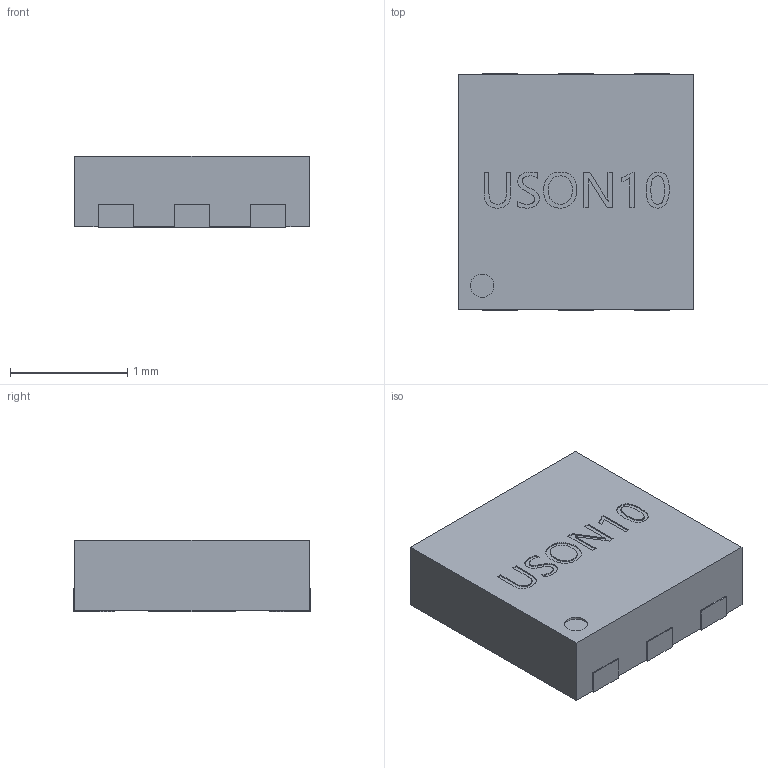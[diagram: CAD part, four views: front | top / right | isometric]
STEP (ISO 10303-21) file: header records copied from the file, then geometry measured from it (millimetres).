
FILE_DESCRIPTION (( 'STEP AP214' ), '1' );
FILE_NAME ('OPT3001DNPR.STEP', '2025-02-19T14:42:55', ( '' ), ( '' ), 'SwSTEP 2.0', 'SolidWorks 2025', '' );
FILE_SCHEMA (( 'AUTOMOTIVE_DESIGN' ));
Length unit declared in the file: millimetre
Products named in the file (1): OPT3001DNPR
Bounding box: 2 x 2.02 x 0.61 mm (x, y, z)
Volume: 2.4 mm3; surface area: 13.1 mm2
Topology: 1 solids, 1 shells, 124 faces, 336 edges, 224 vertices
Faces by surface type: plane 75, bspline 38, cylinder 11
Entity records: 7393 total; most frequent: CARTESIAN_POINT 3115, ORIENTED_EDGE 672, DIRECTION 456, EDGE_CURVE 336, LINE 238, VECTOR 238, VERTEX_POINT 224, EDGE_LOOP 134
